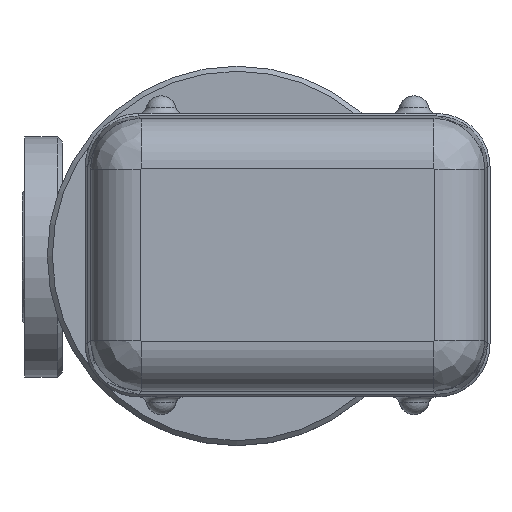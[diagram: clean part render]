
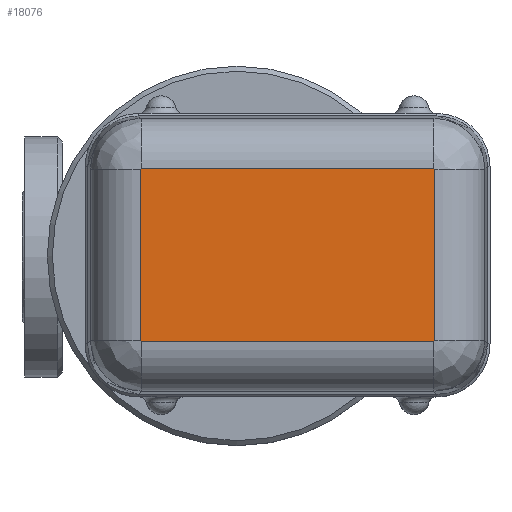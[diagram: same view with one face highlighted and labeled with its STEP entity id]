
A CAD part, top view. The second image highlights one B-rep face of the part: STEP entity #18076.
In plain terms, the highlighted planar face has unit normal (0, 0, 1).
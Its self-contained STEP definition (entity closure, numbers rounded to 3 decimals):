
#930=LINE('',#41551,#1937);
#931=LINE('',#41556,#1938);
#934=LINE('',#41731,#1941);
#935=LINE('',#41736,#1942);
#1937=VECTOR('',#22647,67.708);
#1938=VECTOR('',#22652,115.708);
#1941=VECTOR('',#22663,115.708);
#1942=VECTOR('',#22668,67.708);
#2821=B_SPLINE_CURVE_WITH_KNOTS('',3,(#41530,#41531,#41532,#41533,#41534,
#41535,#41536),.UNSPECIFIED.,.F.,.F.,(4,1,1,1,4),(0.,0.014,
0.027,0.041,0.047),.UNSPECIFIED.);
#2823=B_SPLINE_CURVE_WITH_KNOTS('',3,(#41615,#41616,#41617,#41618,#41619,
#41620,#41621,#41622),.UNSPECIFIED.,.F.,.F.,(4,1,1,1,1,4),(0.,
0.007,0.014,0.027,0.041,
0.047),.UNSPECIFIED.);
#2825=B_SPLINE_CURVE_WITH_KNOTS('',3,(#41706,#41707,#41708,#41709,#41710,
#41711,#41712,#41713,#41714,#41715),.UNSPECIFIED.,.F.,.F.,(4,1,1,1,1,1,
1,4),(0.,0.007,0.014,0.02,0.027,
0.034,0.041,0.047),.UNSPECIFIED.);
#2827=B_SPLINE_CURVE_WITH_KNOTS('',3,(#41787,#41788,#41789,#41790,#41791,
#41792,#41793),.UNSPECIFIED.,.F.,.F.,(4,1,1,1,4),(0.,0.014,
0.027,0.041,0.047),.UNSPECIFIED.);
#4224=FACE_OUTER_BOUND('',#5536,.T.);
#5536=EDGE_LOOP('',(#13900,#13901,#13902,#13903,#13904,#13905,#13906,#13907));
#8180=VERTEX_POINT('',#41527);
#8181=VERTEX_POINT('',#41529);
#8183=VERTEX_POINT('',#41547);
#8186=VERTEX_POINT('',#41554);
#8187=VERTEX_POINT('',#41614);
#8190=VERTEX_POINT('',#41704);
#8191=VERTEX_POINT('',#41727);
#8194=VERTEX_POINT('',#41734);
#10230=EDGE_CURVE('',#8180,#8181,#2821,.T.);
#10235=EDGE_CURVE('',#8181,#8183,#930,.T.);
#10237=EDGE_CURVE('',#8186,#8180,#931,.T.);
#10239=EDGE_CURVE('',#8183,#8187,#2823,.T.);
#10243=EDGE_CURVE('',#8190,#8186,#2825,.T.);
#10247=EDGE_CURVE('',#8187,#8191,#934,.T.);
#10249=EDGE_CURVE('',#8194,#8190,#935,.T.);
#10251=EDGE_CURVE('',#8191,#8194,#2827,.T.);
#13900=ORIENTED_EDGE('',*,*,#10230,.F.);
#13901=ORIENTED_EDGE('',*,*,#10237,.F.);
#13902=ORIENTED_EDGE('',*,*,#10243,.F.);
#13903=ORIENTED_EDGE('',*,*,#10249,.F.);
#13904=ORIENTED_EDGE('',*,*,#10251,.F.);
#13905=ORIENTED_EDGE('',*,*,#10247,.F.);
#13906=ORIENTED_EDGE('',*,*,#10239,.F.);
#13907=ORIENTED_EDGE('',*,*,#10235,.F.);
#17309=PLANE('',#19535);
#18076=ADVANCED_FACE('',(#4224),#17309,.T.);
#19535=AXIS2_PLACEMENT_3D('',#41885,#22681,#22682);
#22647=DIRECTION('',(0.,-1.,0.));
#22652=DIRECTION('',(1.,0.,0.));
#22663=DIRECTION('',(-1.,0.,0.));
#22668=DIRECTION('',(0.,1.,0.));
#22681=DIRECTION('center_axis',(0.,0.,
1.));
#22682=DIRECTION('ref_axis',(1.,0.,0.));
#41527=CARTESIAN_POINT('',(77.854,34.157,557.));
#41529=CARTESIAN_POINT('',(78.157,33.854,557.));
#41530=CARTESIAN_POINT('Ctrl Pts',(77.854,34.157,557.));
#41531=CARTESIAN_POINT('Ctrl Pts',(77.899,34.157,557.));
#41532=CARTESIAN_POINT('Ctrl Pts',(77.989,34.136,557.));
#41533=CARTESIAN_POINT('Ctrl Pts',(78.098,34.049,557.));
#41534=CARTESIAN_POINT('Ctrl Pts',(78.149,33.945,557.));
#41535=CARTESIAN_POINT('Ctrl Pts',(78.157,33.876,557.));
#41536=CARTESIAN_POINT('Ctrl Pts',(78.157,33.854,557.));
#41547=CARTESIAN_POINT('',(78.157,-33.854,557.));
#41551=CARTESIAN_POINT('',(78.157,-17.5,557.));
#41554=CARTESIAN_POINT('',(-37.854,34.157,557.));
#41556=CARTESIAN_POINT('',(49.5,34.157,557.));
#41614=CARTESIAN_POINT('',(77.854,-34.157,557.));
#41615=CARTESIAN_POINT('Ctrl Pts',(78.157,-33.854,557.));
#41616=CARTESIAN_POINT('Ctrl Pts',(78.157,-33.876,557.));
#41617=CARTESIAN_POINT('Ctrl Pts',(78.152,-33.922,557.));
#41618=CARTESIAN_POINT('Ctrl Pts',(78.121,-34.008,557.));
#41619=CARTESIAN_POINT('Ctrl Pts',(78.049,-34.099,557.));
#41620=CARTESIAN_POINT('Ctrl Pts',(77.944,-34.149,557.));
#41621=CARTESIAN_POINT('Ctrl Pts',(77.876,-34.157,557.));
#41622=CARTESIAN_POINT('Ctrl Pts',(77.854,-34.157,557.));
#41704=CARTESIAN_POINT('',(-38.157,33.854,557.));
#41706=CARTESIAN_POINT('Ctrl Pts',(-38.157,33.854,557.));
#41707=CARTESIAN_POINT('Ctrl Pts',(-38.157,33.876,557.));
#41708=CARTESIAN_POINT('Ctrl Pts',(-38.152,33.922,557.));
#41709=CARTESIAN_POINT('Ctrl Pts',(-38.129,33.986,557.));
#41710=CARTESIAN_POINT('Ctrl Pts',(-38.093,34.044,557.));
#41711=CARTESIAN_POINT('Ctrl Pts',(-38.044,34.092,557.));
#41712=CARTESIAN_POINT('Ctrl Pts',(-37.986,34.129,557.));
#41713=CARTESIAN_POINT('Ctrl Pts',(-37.922,34.152,557.));
#41714=CARTESIAN_POINT('Ctrl Pts',(-37.876,34.157,557.));
#41715=CARTESIAN_POINT('Ctrl Pts',(-37.854,34.157,557.));
#41727=CARTESIAN_POINT('',(-37.854,-34.157,557.));
#41731=CARTESIAN_POINT('',(-9.5,-34.157,557.));
#41734=CARTESIAN_POINT('',(-38.157,-33.854,557.));
#41736=CARTESIAN_POINT('',(-38.157,17.5,557.));
#41787=CARTESIAN_POINT('Ctrl Pts',(-37.854,-34.157,
557.));
#41788=CARTESIAN_POINT('Ctrl Pts',(-37.899,-34.157,
557.));
#41789=CARTESIAN_POINT('Ctrl Pts',(-37.989,-34.136,
557.));
#41790=CARTESIAN_POINT('Ctrl Pts',(-38.098,-34.049,
557.));
#41791=CARTESIAN_POINT('Ctrl Pts',(-38.149,-33.945,
557.));
#41792=CARTESIAN_POINT('Ctrl Pts',(-38.157,-33.876,
557.));
#41793=CARTESIAN_POINT('Ctrl Pts',(-38.157,-33.854,
557.));
#41885=CARTESIAN_POINT('Origin',(20.,0.,557.));
